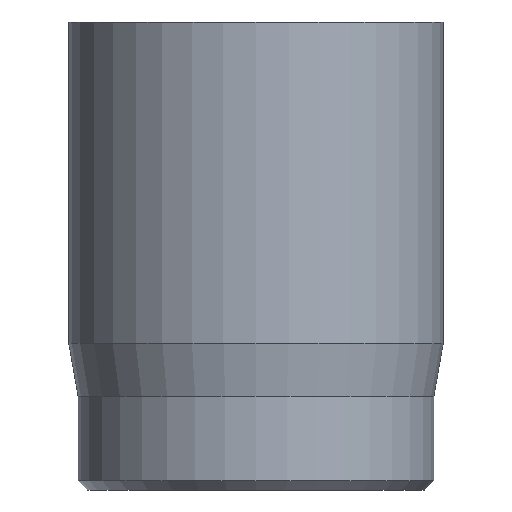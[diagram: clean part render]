
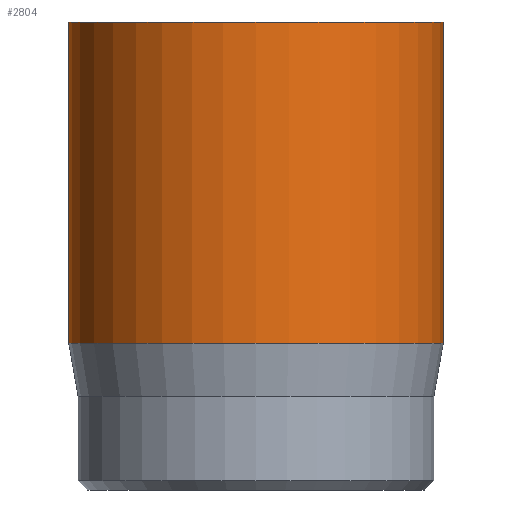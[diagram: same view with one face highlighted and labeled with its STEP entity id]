
A CAD part, front view. The second image highlights one B-rep face of the part: STEP entity #2804.
In plain terms, the highlighted cylindrical face has radius 2 mm (diameter 4 mm), a full revolution.
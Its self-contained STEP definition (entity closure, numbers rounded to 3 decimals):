
#39=CYLINDRICAL_SURFACE('',#2928,2.);
#46=CIRCLE('',#2910,2.);
#53=CIRCLE('',#2926,2.);
#54=CIRCLE('',#2927,2.);
#259=FACE_OUTER_BOUND('',#430,.T.);
#430=EDGE_LOOP('',(#2453,#2454,#2455,#2456,#2457));
#602=LINE('',#5575,#781);
#781=VECTOR('',#3210,2.);
#1263=VERTEX_POINT('',#5543);
#1270=VERTEX_POINT('',#5569);
#1271=VERTEX_POINT('',#5570);
#1661=EDGE_CURVE('',#1263,#1263,#46,.T.);
#1671=EDGE_CURVE('',#1270,#1271,#53,.T.);
#1672=EDGE_CURVE('',#1271,#1270,#54,.T.);
#1674=EDGE_CURVE('',#1263,#1270,#602,.T.);
#2453=ORIENTED_EDGE('',*,*,#1661,.T.);
#2454=ORIENTED_EDGE('',*,*,#1674,.T.);
#2455=ORIENTED_EDGE('',*,*,#1671,.T.);
#2456=ORIENTED_EDGE('',*,*,#1672,.T.);
#2457=ORIENTED_EDGE('',*,*,#1674,.F.);
#2804=ADVANCED_FACE('',(#259),#39,.T.);
#2910=AXIS2_PLACEMENT_3D('',#5544,#3168,#3169);
#2926=AXIS2_PLACEMENT_3D('',#5571,#3203,#3204);
#2927=AXIS2_PLACEMENT_3D('',#5572,#3205,#3206);
#2928=AXIS2_PLACEMENT_3D('',#5574,#3208,#3209);
#3168=DIRECTION('center_axis',(0.,0.,-1.));
#3169=DIRECTION('ref_axis',(-1.,0.,0.));
#3203=DIRECTION('center_axis',(0.,0.,1.));
#3204=DIRECTION('ref_axis',(-1.,0.,0.));
#3205=DIRECTION('center_axis',(0.,0.,1.));
#3206=DIRECTION('ref_axis',(-1.,0.,0.));
#3208=DIRECTION('center_axis',(0.,0.,1.));
#3209=DIRECTION('ref_axis',(-1.,0.,0.));
#3210=DIRECTION('',(0.,0.,-1.));
#5543=CARTESIAN_POINT('',(2.,0.,5.));
#5544=CARTESIAN_POINT('Origin',(0.,0.,5.));
#5569=CARTESIAN_POINT('',(2.,0.,1.567));
#5570=CARTESIAN_POINT('',(-2.,0.,1.567));
#5571=CARTESIAN_POINT('Origin',(0.,0.,1.567));
#5572=CARTESIAN_POINT('Origin',(0.,0.,1.567));
#5574=CARTESIAN_POINT('Origin',(0.,0.,0.));
#5575=CARTESIAN_POINT('',(2.,0.,0.));
